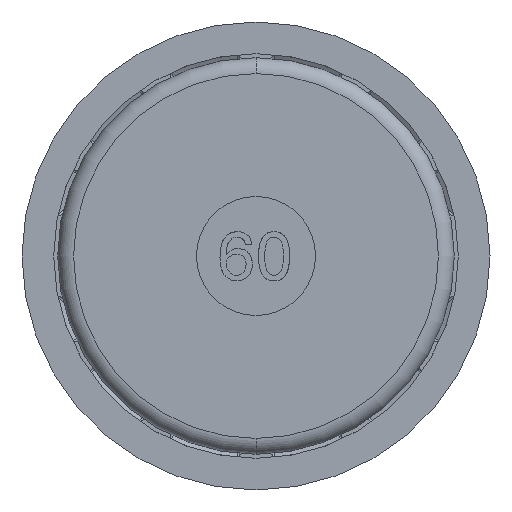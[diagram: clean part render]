
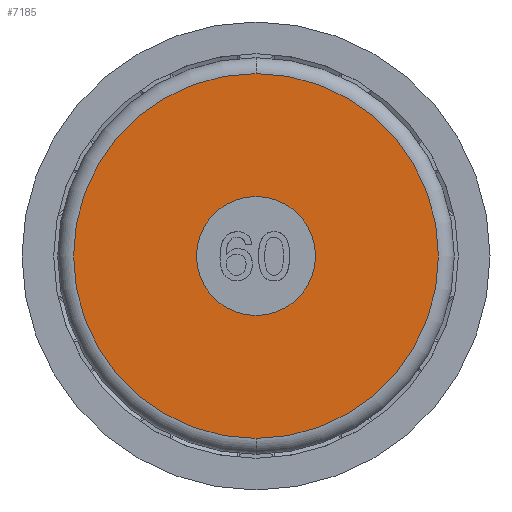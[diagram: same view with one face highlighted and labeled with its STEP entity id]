
A CAD part, front view. The second image highlights one B-rep face of the part: STEP entity #7185.
In plain terms, the highlighted planar face has unit normal (0, -1, 0).
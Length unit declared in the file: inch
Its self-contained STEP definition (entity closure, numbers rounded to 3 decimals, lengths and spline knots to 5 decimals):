
#9 = DIRECTION ( 'NONE',  ( 0., 0., 1. ) ) ;
#504 = CARTESIAN_POINT ( 'NONE',  ( 1.88167, 0.56605, 1.56423 ) ) ;
#549 = VERTEX_POINT ( 'NONE', #11829 ) ;
#700 = AXIS2_PLACEMENT_3D ( 'NONE', #2208, #10036, #3316 ) ;
#885 = CARTESIAN_POINT ( 'NONE',  ( 1.58639, 0.56605, 2.46974 ) ) ;
#1575 = ORIENTED_EDGE ( 'NONE', *, *, #12734, .F. ) ;
#2208 = CARTESIAN_POINT ( 'NONE',  ( 1.58639, 0.56605, 1.56423 ) ) ;
#2751 = DIRECTION ( 'NONE',  ( 0., 0., -1. ) ) ;
#2983 = DIRECTION ( 'NONE',  ( 0., 1., 0. ) ) ;
#3268 = EDGE_CURVE ( 'NONE', #10288, #549, #6551, .T. ) ;
#3312 = AXIS2_PLACEMENT_3D ( 'NONE', #13477, #6721, #9 ) ;
#3316 = DIRECTION ( 'NONE',  ( 0., 0., -1. ) ) ;
#3524 = ORIENTED_EDGE ( 'NONE', *, *, #3268, .F. ) ;
#4416 = ORIENTED_EDGE ( 'NONE', *, *, #4583, .T. ) ;
#4419 = VERTEX_POINT ( 'NONE', #5113 ) ;
#4583 = EDGE_CURVE ( 'NONE', #13781, #4419, #6347, .T. ) ;
#5113 = CARTESIAN_POINT ( 'NONE',  ( 1.58639, 0.56605, 1.8595 ) ) ;
#5417 = CARTESIAN_POINT ( 'NONE',  ( 1.58639, 0.56605, 1.56423 ) ) ;
#6222 = FACE_OUTER_BOUND ( 'NONE', #10385, .T. ) ;
#6347 = CIRCLE ( 'NONE', #3312, 0.29528 ) ;
#6396 = CIRCLE ( 'NONE', #12726, 0.29528 ) ;
#6551 = CIRCLE ( 'NONE', #700, 0.90551 ) ;
#6560 = DIRECTION ( 'NONE',  ( 0., 0., 1. ) ) ;
#6721 = DIRECTION ( 'NONE',  ( 0., 1., 0. ) ) ;
#7020 = EDGE_LOOP ( 'NONE', ( #8084, #4416 ) ) ;
#7185 = ADVANCED_FACE ( 'NONE', ( #8840, #6222 ), #9416, .T. ) ;
#7808 = CIRCLE ( 'NONE', #14430, 0.90551 ) ;
#8084 = ORIENTED_EDGE ( 'NONE', *, *, #9481, .T. ) ;
#8840 = FACE_BOUND ( 'NONE', #7020, .T. ) ;
#8914 = CARTESIAN_POINT ( 'NONE',  ( 1.58639, 0.56605, 1.26895 ) ) ;
#9021 = AXIS2_PLACEMENT_3D ( 'NONE', #504, #9460, #2751 ) ;
#9416 = PLANE ( 'NONE',  #9021 ) ;
#9460 = DIRECTION ( 'NONE',  ( 0., -1., 0. ) ) ;
#9481 = EDGE_CURVE ( 'NONE', #4419, #13781, #6396, .T. ) ;
#9696 = CARTESIAN_POINT ( 'NONE',  ( 1.58639, 0.56605, 1.56423 ) ) ;
#10036 = DIRECTION ( 'NONE',  ( 0., 1., 0. ) ) ;
#10288 = VERTEX_POINT ( 'NONE', #885 ) ;
#10385 = EDGE_LOOP ( 'NONE', ( #1575, #3524 ) ) ;
#10834 = DIRECTION ( 'NONE',  ( 0., 0., -1. ) ) ;
#11829 = CARTESIAN_POINT ( 'NONE',  ( 1.58639, 0.56605, 0.65871 ) ) ;
#12726 = AXIS2_PLACEMENT_3D ( 'NONE', #5417, #13307, #6560 ) ;
#12734 = EDGE_CURVE ( 'NONE', #549, #10288, #7808, .T. ) ;
#13307 = DIRECTION ( 'NONE',  ( 0., 1., 0. ) ) ;
#13477 = CARTESIAN_POINT ( 'NONE',  ( 1.58639, 0.56605, 1.56423 ) ) ;
#13781 = VERTEX_POINT ( 'NONE', #8914 ) ;
#14430 = AXIS2_PLACEMENT_3D ( 'NONE', #9696, #2983, #10834 ) ;
